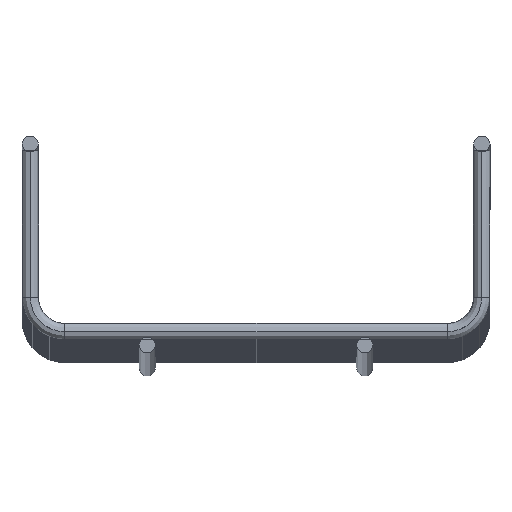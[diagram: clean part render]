
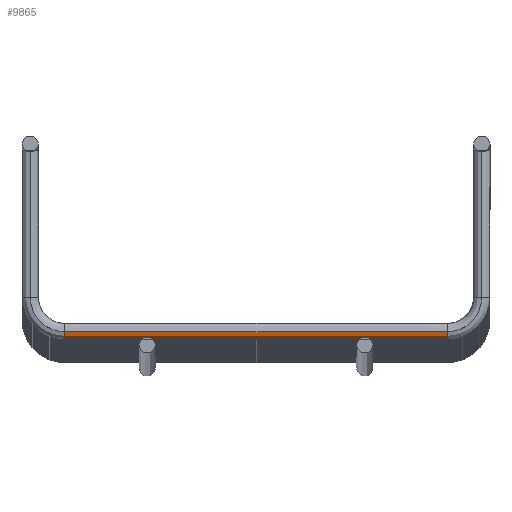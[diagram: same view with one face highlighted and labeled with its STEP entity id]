
A CAD part, top view. The second image highlights one B-rep face of the part: STEP entity #9865.
In plain terms, the highlighted cylindrical face has radius 1.9 mm (diameter 3.8 mm), a partial arc.
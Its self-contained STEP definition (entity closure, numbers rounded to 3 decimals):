
#217 = VERTEX_POINT ( 'NONE', #10954 ) ;
#568 = EDGE_LOOP ( 'NONE', ( #4359, #12642, #5359, #16360 ) ) ;
#616 = DIRECTION ( 'NONE',  ( 1., 0., 0. ) ) ;
#1730 = DIRECTION ( 'NONE',  ( 0., 0., -1. ) ) ;
#2683 = CARTESIAN_POINT ( 'NONE',  ( 44., 0., -1.9 ) ) ;
#3874 = VECTOR ( 'NONE', #11452, 1000. ) ;
#4234 = DIRECTION ( 'NONE',  ( 0., 1., 0. ) ) ;
#4260 = LINE ( 'NONE', #15429, #3874 ) ;
#4359 = ORIENTED_EDGE ( 'NONE', *, *, #6176, .T. ) ;
#4713 = DIRECTION ( 'NONE',  ( -1., 0., 0. ) ) ;
#4791 = VERTEX_POINT ( 'NONE', #9664 ) ;
#4852 = DIRECTION ( 'NONE',  ( 0., 1., 0. ) ) ;
#5359 = ORIENTED_EDGE ( 'NONE', *, *, #9820, .F. ) ;
#6176 = EDGE_CURVE ( 'NONE', #217, #4791, #10782, .T. ) ;
#6194 = EDGE_CURVE ( 'NONE', #4791, #16056, #4260, .T. ) ;
#6747 = EDGE_CURVE ( 'NONE', #17407, #217, #16951, .T. ) ;
#6801 = VECTOR ( 'NONE', #4713, 1000. ) ;
#7309 = CYLINDRICAL_SURFACE ( 'NONE', #14778, 1.9 ) ;
#7799 = CARTESIAN_POINT ( 'NONE',  ( 44., 1.9, 0. ) ) ;
#8400 = CARTESIAN_POINT ( 'NONE',  ( -44., 1.9, -1.9 ) ) ;
#9664 = CARTESIAN_POINT ( 'NONE',  ( -44., 0., -1.9 ) ) ;
#9811 = DIRECTION ( 'NONE',  ( 1., 0., 0. ) ) ;
#9820 = EDGE_CURVE ( 'NONE', #17407, #16056, #10475, .T. ) ;
#9838 = DIRECTION ( 'NONE',  ( 1., 0., 0. ) ) ;
#9865 = ADVANCED_FACE ( 'NONE', ( #14314 ), #7309, .T. ) ;
#10475 = CIRCLE ( 'NONE', #13065, 1.9 ) ;
#10782 = CIRCLE ( 'NONE', #14518, 1.9 ) ;
#10954 = CARTESIAN_POINT ( 'NONE',  ( -44., 1.9, 0. ) ) ;
#11452 = DIRECTION ( 'NONE',  ( 1., 0., 0. ) ) ;
#12642 = ORIENTED_EDGE ( 'NONE', *, *, #6194, .T. ) ;
#13065 = AXIS2_PLACEMENT_3D ( 'NONE', #16573, #9811, #4234 ) ;
#14314 = FACE_OUTER_BOUND ( 'NONE', #568, .T. ) ;
#14518 = AXIS2_PLACEMENT_3D ( 'NONE', #8400, #9838, #1730 ) ;
#14778 = AXIS2_PLACEMENT_3D ( 'NONE', #16919, #616, #4852 ) ;
#15429 = CARTESIAN_POINT ( 'NONE',  ( -53.8, 0., -1.9 ) ) ;
#16056 = VERTEX_POINT ( 'NONE', #2683 ) ;
#16360 = ORIENTED_EDGE ( 'NONE', *, *, #6747, .T. ) ;
#16573 = CARTESIAN_POINT ( 'NONE',  ( 44., 1.9, -1.9 ) ) ;
#16919 = CARTESIAN_POINT ( 'NONE',  ( 50., 1.9, -1.9 ) ) ;
#16951 = LINE ( 'NONE', #17031, #6801 ) ;
#17031 = CARTESIAN_POINT ( 'NONE',  ( -44., 1.9, 0. ) ) ;
#17407 = VERTEX_POINT ( 'NONE', #7799 ) ;
